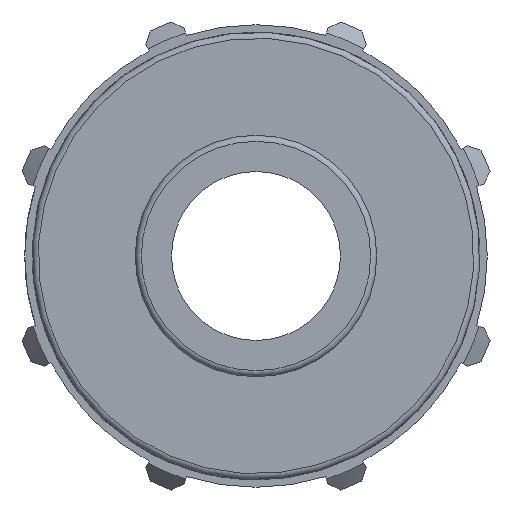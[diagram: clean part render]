
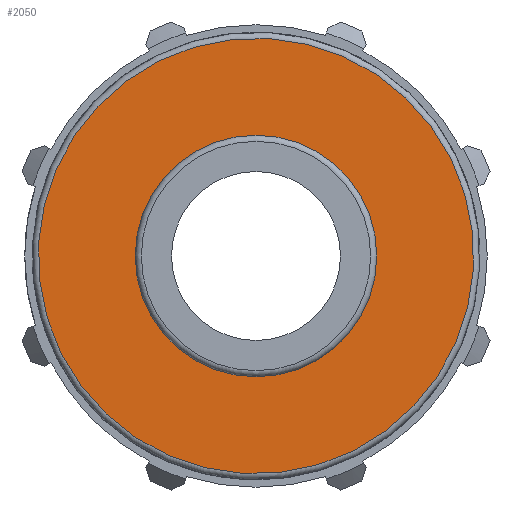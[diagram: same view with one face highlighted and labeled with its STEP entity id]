
A CAD part, left-side view. The second image highlights one B-rep face of the part: STEP entity #2050.
In plain terms, the highlighted planar face has unit normal (-1, 0, 0).
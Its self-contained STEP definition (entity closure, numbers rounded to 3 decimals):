
#437=FACE_BOUND('',#627,.T.);
#482=FACE_OUTER_BOUND('',#626,.T.);
#626=EDGE_LOOP('',(#1470));
#627=EDGE_LOOP('',(#1471));
#746=CIRCLE('',#2169,43.942);
#779=CIRCLE('',#2222,79.25);
#848=VERTEX_POINT('',#3009);
#911=VERTEX_POINT('',#3389);
#1058=EDGE_CURVE('',#848,#848,#746,.T.);
#1139=EDGE_CURVE('',#911,#911,#779,.T.);
#1470=ORIENTED_EDGE('',*,*,#1139,.F.);
#1471=ORIENTED_EDGE('',*,*,#1058,.T.);
#1963=PLANE('',#2223);
#2050=ADVANCED_FACE('',(#482,#437),#1963,.T.);
#2169=AXIS2_PLACEMENT_3D('',#3010,#2421,#2422);
#2222=AXIS2_PLACEMENT_3D('',#3390,#2551,#2552);
#2223=AXIS2_PLACEMENT_3D('',#3391,#2553,#2554);
#2421=DIRECTION('center_axis',(1.,0.,0.));
#2422=DIRECTION('ref_axis',(0.,0.,-1.));
#2551=DIRECTION('center_axis',(1.,0.,0.));
#2552=DIRECTION('ref_axis',(0.,-0.552,0.834));
#2553=DIRECTION('center_axis',(-1.,0.,0.));
#2554=DIRECTION('ref_axis',(0.,0.,1.));
#3009=CARTESIAN_POINT('',(33.,43.942,0.));
#3010=CARTESIAN_POINT('Origin',(33.,0.,0.));
#3389=CARTESIAN_POINT('',(33.,43.724,-66.097));
#3390=CARTESIAN_POINT('Origin',(33.,0.,0.));
#3391=CARTESIAN_POINT('Origin',(33.,81.45,0.));
